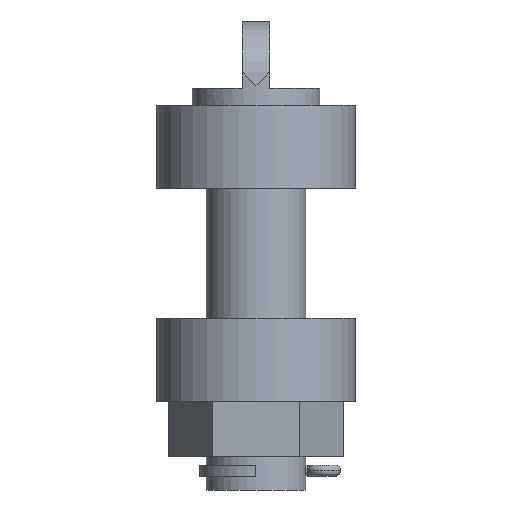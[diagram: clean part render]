
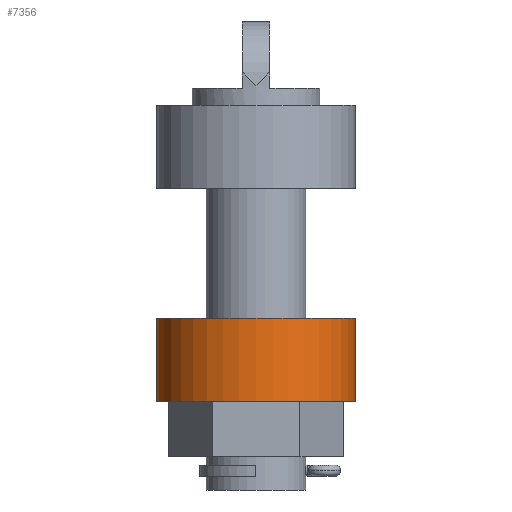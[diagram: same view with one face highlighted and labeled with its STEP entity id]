
A CAD part, front view. The second image highlights one B-rep face of the part: STEP entity #7356.
In plain terms, the highlighted cylindrical face has radius 36 mm (diameter 72 mm), a partial arc.
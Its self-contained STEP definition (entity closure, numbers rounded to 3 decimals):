
#716=CARTESIAN_POINT('',(0.,0.,30.));
#717=DIRECTION('',(0.,0.,1.));
#718=DIRECTION('',(-0.565,0.825,0.));
#719=AXIS2_PLACEMENT_3D('',#716,#717,#718);
#721=CARTESIAN_POINT('',(0.,0.,0.));
#722=DIRECTION('',(0.,0.,-1.));
#723=DIRECTION('',(0.565,0.825,0.));
#724=AXIS2_PLACEMENT_3D('',#721,#722,#723);
#792=CARTESIAN_POINT('',(20.329,29.711,30.));
#793=CARTESIAN_POINT('',(20.651,29.49,28.943));
#794=CARTESIAN_POINT('',(21.192,29.106,26.896));
#795=CARTESIAN_POINT('',(21.752,28.687,24.095));
#796=CARTESIAN_POINT('',(22.137,28.39,21.442));
#797=CARTESIAN_POINT('',(22.382,28.197,18.873));
#798=CARTESIAN_POINT('',(22.502,28.101,16.359));
#799=CARTESIAN_POINT('',(22.507,28.097,13.879));
#800=CARTESIAN_POINT('',(22.4,28.182,11.408));
#801=CARTESIAN_POINT('',(22.175,28.36,8.886));
#802=CARTESIAN_POINT('',(21.805,28.647,6.208));
#803=CARTESIAN_POINT('',(21.234,29.075,3.272));
#804=CARTESIAN_POINT('',(20.669,29.478,1.119));
#805=CARTESIAN_POINT('',(20.328,29.711,0.));
#5023=CARTESIAN_POINT('',(-20.329,29.711,
0.));
#5024=CARTESIAN_POINT('',(-20.654,29.488,1.067));
#5025=CARTESIAN_POINT('',(-21.201,29.099,3.139));
#5026=CARTESIAN_POINT('',(-21.771,28.673,6.009));
#5027=CARTESIAN_POINT('',(-22.157,28.375,8.716));
#5028=CARTESIAN_POINT('',(-22.393,28.188,11.289));
#5029=CARTESIAN_POINT('',(-22.505,28.099,13.776));
#5030=CARTESIAN_POINT('',(-22.505,28.099,16.232));
#5031=CARTESIAN_POINT('',(-22.392,28.189,18.721));
#5032=CARTESIAN_POINT('',(-22.155,28.376,21.295));
#5033=CARTESIAN_POINT('',(-21.769,28.674,23.999));
#5034=CARTESIAN_POINT('',(-21.2,29.1,26.867));
#5035=CARTESIAN_POINT('',(-20.654,29.489,28.935));
#5036=CARTESIAN_POINT('',(-20.329,29.711,30.));
#5310=VERTEX_POINT('',#5023);
#5311=VERTEX_POINT('',#5036);
#5312=VERTEX_POINT('',#792);
#5313=VERTEX_POINT('',#805);
#7343=CARTESIAN_POINT('',(0.,0.,0.));
#7344=DIRECTION('',(0.,0.,1.));
#7345=DIRECTION('',(1.,0.,0.));
#7346=AXIS2_PLACEMENT_3D('',#7343,#7344,#7345);
#7347=CYLINDRICAL_SURFACE('',#7346,36.);
#7348=ORIENTED_EDGE('',*,*,#7330,.T.);
#7350=ORIENTED_EDGE('',*,*,#7349,.T.);
#7351=ORIENTED_EDGE('',*,*,#6274,.T.);
#7353=ORIENTED_EDGE('',*,*,#7352,.T.);
#7354=EDGE_LOOP('',(#7348,#7350,#7351,#7353));
#7355=FACE_OUTER_BOUND('',#7354,.F.);
#7356=ADVANCED_FACE('',(#7355),#7347,.T.);
#720=CIRCLE('',#719,36.);
#725=CIRCLE('',#724,36.);
#806=B_SPLINE_CURVE_WITH_KNOTS('',3,(#792,#793,#794,#795,#796,#797,#798,#799,
#800,#801,#802,#803,#804,#805),.UNSPECIFIED.,.F.,.F.,(4,1,1,1,1,1,1,1,1,1,1,4),(
0.,0.091,0.182,0.273,0.364,
0.455,0.545,0.636,0.727,
0.818,0.909,1.),.UNSPECIFIED.);
#5037=B_SPLINE_CURVE_WITH_KNOTS('',3,(#5023,#5024,#5025,#5026,#5027,#5028,#5029,
#5030,#5031,#5032,#5033,#5034,#5035,#5036),.UNSPECIFIED.,.F.,.F.,(4,1,1,1,1,1,1,
1,1,1,1,4),(0.,0.091,0.182,0.273,
0.364,0.455,0.545,0.636,
0.727,0.818,0.909,1.),.UNSPECIFIED.);
#6274=EDGE_CURVE('',#5313,#5310,#725,.T.);
#7330=EDGE_CURVE('',#5311,#5312,#720,.T.);
#7349=EDGE_CURVE('',#5312,#5313,#806,.T.);
#7352=EDGE_CURVE('',#5310,#5311,#5037,.T.);
